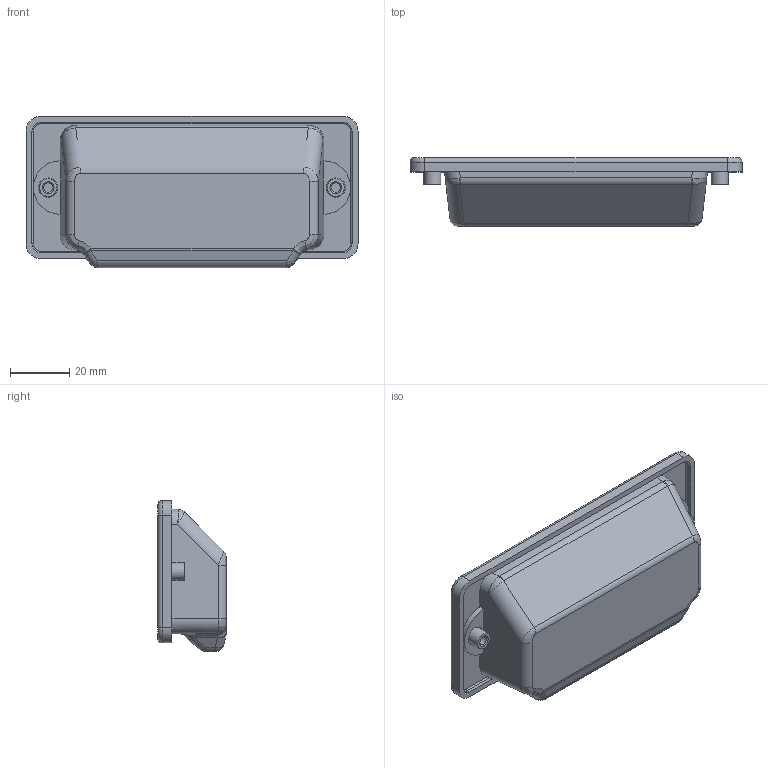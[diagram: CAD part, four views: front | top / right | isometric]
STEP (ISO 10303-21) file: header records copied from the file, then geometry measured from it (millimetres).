
FILE_DESCRIPTION(/* description */ (''),/* implementation_level */ '2;1');
FILE_NAME(/* name */ 'A-MC6.stp',/* time_stamp */ '2026-03-12T18:06:17+09:00',/* author */ ('user'),/* organization */ (''),/* preprocessor_version */ 'ST-DEVELOPER v15.6',/* originating_system */ 'Autodesk Inventor 2015',/* authorisation */ '');
FILE_SCHEMA (('AUTOMOTIVE_DESIGN { 1 0 10303 214 3 1 1 }'));
Length unit declared in the file: millimetre
Products named in the file (3): 앞면; 뒷면; A-MC6
Bounding box: 112 x 23.1 x 51 mm (x, y, z)
Volume: 26313.6 mm3; surface area: 26022.3 mm2
Topology: 2 solids, 2 shells, 250 faces, 570 edges, 332 vertices
Faces by surface type: cylinder 106, plane 64, bspline 36, torus 28, sphere 12, cone 4
Full cylindrical faces by diameter (mm): 3.242 x2, 5.9 x2, 6.5 x2
Entity records: 9389 total; most frequent: CARTESIAN_POINT 3870, DIRECTION 1173, ORIENTED_EDGE 1112, EDGE_CURVE 556, AXIS2_PLACEMENT_3D 465, VERTEX_POINT 330, EDGE_LOOP 276, FACE_OUTER_BOUND 250
